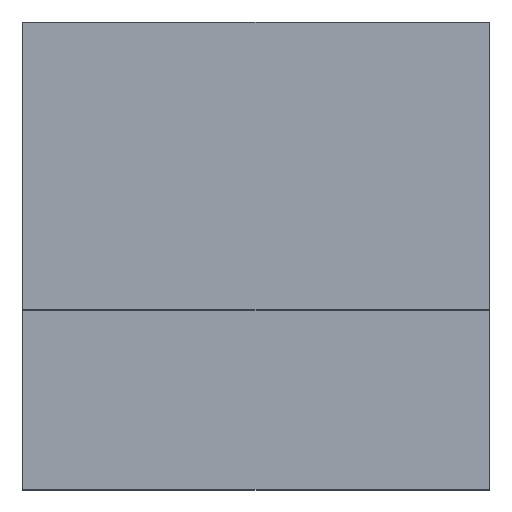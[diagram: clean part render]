
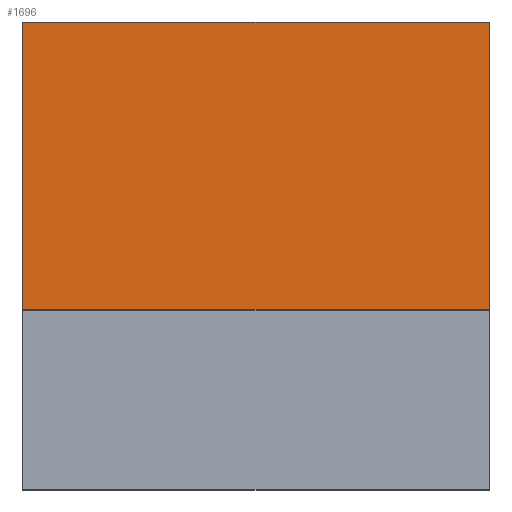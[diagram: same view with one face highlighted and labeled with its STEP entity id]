
A CAD part, top view. The second image highlights one B-rep face of the part: STEP entity #1696.
In plain terms, the highlighted planar face has unit normal (0, 0, 1).
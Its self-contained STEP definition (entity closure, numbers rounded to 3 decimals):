
#460=ORIENTED_EDGE('',*,*,#696,.F.);
#461=ORIENTED_EDGE('',*,*,#695,.T.);
#462=ORIENTED_EDGE('',*,*,#688,.T.);
#463=ORIENTED_EDGE('',*,*,#680,.T.);
#680=EDGE_CURVE('',#822,#821,#1038,.T.);
#688=EDGE_CURVE('',#828,#822,#1045,.T.);
#695=EDGE_CURVE('',#832,#828,#1049,.T.);
#696=EDGE_CURVE('',#832,#821,#1050,.T.);
#821=VERTEX_POINT('',#2675);
#822=VERTEX_POINT('',#2677);
#828=VERTEX_POINT('',#2693);
#832=VERTEX_POINT('',#2705);
#1038=LINE('',#2676,#1256);
#1045=LINE('',#2692,#1263);
#1049=LINE('',#2707,#1267);
#1050=LINE('',#2709,#1268);
#1256=VECTOR('',#2212,1000.);
#1263=VECTOR('',#2225,1000.);
#1267=VECTOR('',#2241,1000.);
#1268=VECTOR('',#2244,1000.);
#1379=EDGE_LOOP('',(#460,#461,#462,#463));
#1495=FACE_BOUND('',#1379,.T.);
#1596=PLANE('',#1816);
#1696=ADVANCED_FACE('',(#1495),#1596,.T.);
#1816=AXIS2_PLACEMENT_3D('',#2708,#2242,#2243);
#2212=DIRECTION('',(-1.,0.,0.));
#2225=DIRECTION('',(0.,1.,0.));
#2241=DIRECTION('',(1.,0.,0.));
#2242=DIRECTION('',(0.,0.,1.));
#2243=DIRECTION('',(1.,0.,0.));
#2244=DIRECTION('',(0.,1.,0.));
#2675=CARTESIAN_POINT('',(-1.5,6.5,20.));
#2676=CARTESIAN_POINT('',(6.5,6.5,20.));
#2677=CARTESIAN_POINT('',(6.5,6.5,20.));
#2692=CARTESIAN_POINT('',(6.5,-6.5,20.));
#2693=CARTESIAN_POINT('',(6.5,-6.5,20.));
#2705=CARTESIAN_POINT('',(-1.5,-6.5,20.));
#2707=CARTESIAN_POINT('',(-6.5,-6.5,20.));
#2708=CARTESIAN_POINT('',(-6.5,-6.5,20.));
#2709=CARTESIAN_POINT('',(-1.5,-6.5,20.));
